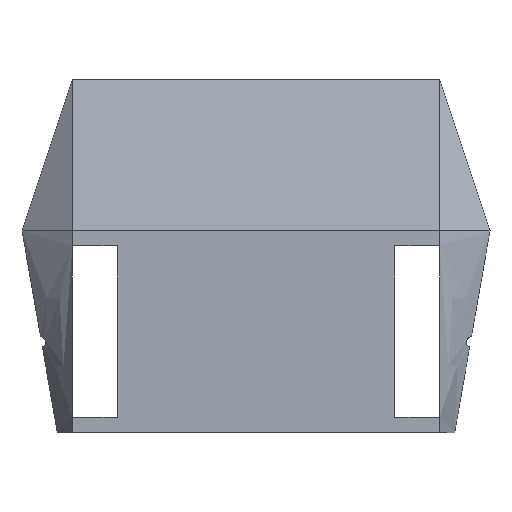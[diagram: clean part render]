
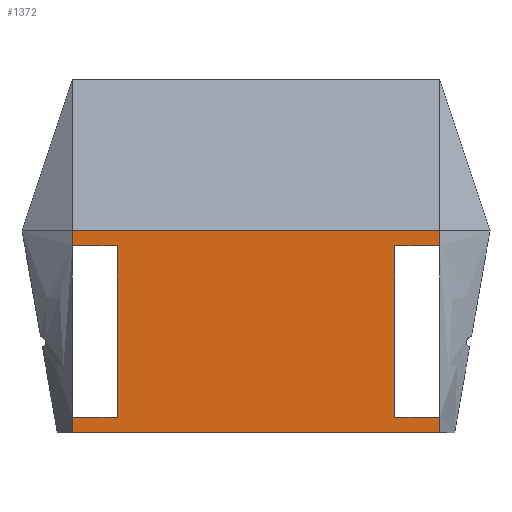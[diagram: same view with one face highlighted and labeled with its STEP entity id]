
A CAD part, front view. The second image highlights one B-rep face of the part: STEP entity #1372.
In plain terms, the highlighted planar face has unit normal (0, -1, 0).
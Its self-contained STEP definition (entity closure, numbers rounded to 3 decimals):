
#88=PLANE('',#1505);
#161=FACE_OUTER_BOUND('',#245,.T.);
#245=EDGE_LOOP('',(#1274,#1275,#1276,#1277,#1278,#1279,#1280,#1281,#1282,
#1283,#1284,#1285));
#262=LINE('',#2036,#408);
#263=LINE('',#2038,#409);
#275=LINE('',#2061,#421);
#288=LINE('',#2173,#434);
#289=LINE('',#2175,#435);
#299=LINE('',#2194,#445);
#305=LINE('',#2206,#451);
#315=LINE('',#2225,#461);
#326=LINE('',#2250,#472);
#339=LINE('',#2276,#485);
#390=LINE('',#2426,#536);
#391=LINE('',#2428,#537);
#408=VECTOR('',#1578,10.);
#409=VECTOR('',#1579,10.);
#421=VECTOR('',#1601,10.);
#434=VECTOR('',#1620,10.);
#435=VECTOR('',#1621,10.);
#445=VECTOR('',#1639,10.);
#451=VECTOR('',#1651,10.);
#461=VECTOR('',#1667,10.);
#472=VECTOR('',#1688,10.);
#485=VECTOR('',#1709,10.);
#536=VECTOR('',#1874,10.);
#537=VECTOR('',#1877,10.);
#607=VERTEX_POINT('',#2013);
#608=VERTEX_POINT('',#2015);
#609=VERTEX_POINT('',#2034);
#610=VERTEX_POINT('',#2037);
#616=VERTEX_POINT('',#2059);
#626=VERTEX_POINT('',#2150);
#627=VERTEX_POINT('',#2152);
#628=VERTEX_POINT('',#2171);
#629=VERTEX_POINT('',#2174);
#637=VERTEX_POINT('',#2205);
#652=VERTEX_POINT('',#2249);
#661=VERTEX_POINT('',#2274);
#739=EDGE_CURVE('',#608,#609,#262,.T.);
#740=EDGE_CURVE('',#607,#610,#263,.T.);
#752=EDGE_CURVE('',#616,#607,#275,.T.);
#768=EDGE_CURVE('',#626,#628,#288,.T.);
#769=EDGE_CURVE('',#627,#629,#289,.T.);
#779=EDGE_CURVE('',#609,#629,#299,.T.);
#785=EDGE_CURVE('',#637,#626,#305,.T.);
#795=EDGE_CURVE('',#628,#610,#315,.T.);
#807=EDGE_CURVE('',#652,#608,#326,.T.);
#820=EDGE_CURVE('',#661,#627,#339,.T.);
#896=EDGE_CURVE('',#637,#661,#390,.T.);
#897=EDGE_CURVE('',#616,#652,#391,.T.);
#1274=ORIENTED_EDGE('',*,*,#779,.T.);
#1275=ORIENTED_EDGE('',*,*,#769,.F.);
#1276=ORIENTED_EDGE('',*,*,#820,.F.);
#1277=ORIENTED_EDGE('',*,*,#896,.F.);
#1278=ORIENTED_EDGE('',*,*,#785,.T.);
#1279=ORIENTED_EDGE('',*,*,#768,.T.);
#1280=ORIENTED_EDGE('',*,*,#795,.T.);
#1281=ORIENTED_EDGE('',*,*,#740,.F.);
#1282=ORIENTED_EDGE('',*,*,#752,.F.);
#1283=ORIENTED_EDGE('',*,*,#897,.T.);
#1284=ORIENTED_EDGE('',*,*,#807,.T.);
#1285=ORIENTED_EDGE('',*,*,#739,.T.);
#1372=ADVANCED_FACE('',(#161),#88,.F.);
#1505=AXIS2_PLACEMENT_3D('',#2429,#1878,#1879);
#1578=DIRECTION('',(0.,0.,1.));
#1579=DIRECTION('',(0.,0.,-1.));
#1601=DIRECTION('',(1.,0.,0.));
#1620=DIRECTION('',(0.,0.,-1.));
#1621=DIRECTION('',(0.,0.,1.));
#1639=DIRECTION('',(-1.,0.,0.));
#1651=DIRECTION('',(-1.,0.,0.));
#1667=DIRECTION('',(1.,0.,0.));
#1688=DIRECTION('',(1.,0.,0.));
#1709=DIRECTION('',(-1.,0.,0.));
#1874=DIRECTION('',(0.,0.,1.));
#1877=DIRECTION('',(0.,0.,1.));
#1878=DIRECTION('center_axis',(0.,1.,0.));
#1879=DIRECTION('ref_axis',(0.,0.,1.));
#2013=CARTESIAN_POINT('',(72.78,0.,-44.));
#2015=CARTESIAN_POINT('',(72.78,0.,24.));
#2034=CARTESIAN_POINT('',(72.78,0.,30.));
#2036=CARTESIAN_POINT('',(72.78,0.,-30.));
#2037=CARTESIAN_POINT('',(72.78,0.,-50.));
#2038=CARTESIAN_POINT('',(72.78,0.,-48.5));
#2059=CARTESIAN_POINT('',(55.,0.,-44.));
#2061=CARTESIAN_POINT('',(55.,0.,-44.));
#2150=CARTESIAN_POINT('',(-72.78,0.,-44.));
#2152=CARTESIAN_POINT('',(-72.78,0.,24.));
#2171=CARTESIAN_POINT('',(-72.78,0.,-50.));
#2173=CARTESIAN_POINT('',(-72.78,0.,-48.5));
#2174=CARTESIAN_POINT('',(-72.78,0.,30.));
#2175=CARTESIAN_POINT('',(-72.78,0.,-30.));
#2194=CARTESIAN_POINT('',(-55.,0.,30.));
#2205=CARTESIAN_POINT('',(-55.,0.,-44.));
#2206=CARTESIAN_POINT('',(-55.,0.,-44.));
#2225=CARTESIAN_POINT('',(-55.,0.,-50.));
#2249=CARTESIAN_POINT('',(55.,0.,24.));
#2250=CARTESIAN_POINT('',(55.,0.,24.));
#2274=CARTESIAN_POINT('',(-55.,0.,24.));
#2276=CARTESIAN_POINT('',(-55.,0.,24.));
#2426=CARTESIAN_POINT('',(-55.,0.,-44.));
#2428=CARTESIAN_POINT('',(55.,0.,-50.));
#2429=CARTESIAN_POINT('Origin',(0.,0.,0.));
